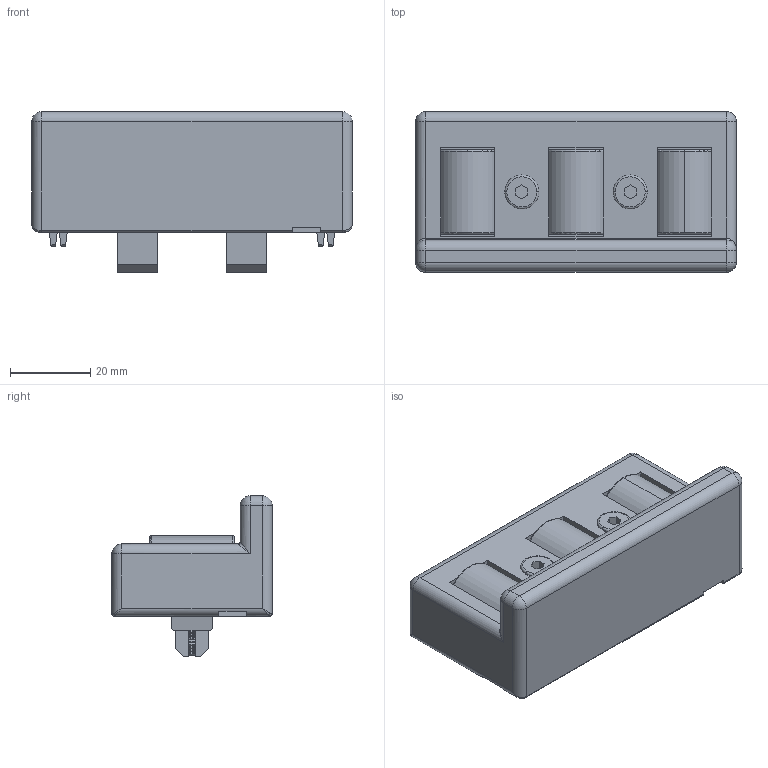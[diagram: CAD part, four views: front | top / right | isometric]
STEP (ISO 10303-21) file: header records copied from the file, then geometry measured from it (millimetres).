
FILE_DESCRIPTION (( 'STEP AP203' ), '1' );
FILE_NAME ('405801200_c_1.STEP', '2023-03-11T04:33:47', ( '' ), ( '' ), 'SwSTEP 2.0', 'SolidWorks 2014', '' );
FILE_SCHEMA (( 'CONFIG_CONTROL_DESIGN' ));
Length unit declared in the file: millimetre
Products named in the file (1): 405801200_c_1
Bounding box: 80 x 40 x 40 mm (x, y, z)
Volume: 66846.7 mm3; surface area: 14294.8 mm2
Topology: 1 solids, 1 shells, 381 faces, 1070 edges, 692 vertices
Faces by surface type: cone 147, plane 110, cylinder 96, torus 16, bspline 6, sphere 6
Entity records: 13694 total; most frequent: CARTESIAN_POINT 4109, ORIENTED_EDGE 2116, DIRECTION 1884, EDGE_CURVE 1058, AXIS2_PLACEMENT_3D 714, VERTEX_POINT 692, LINE 456, VECTOR 456
